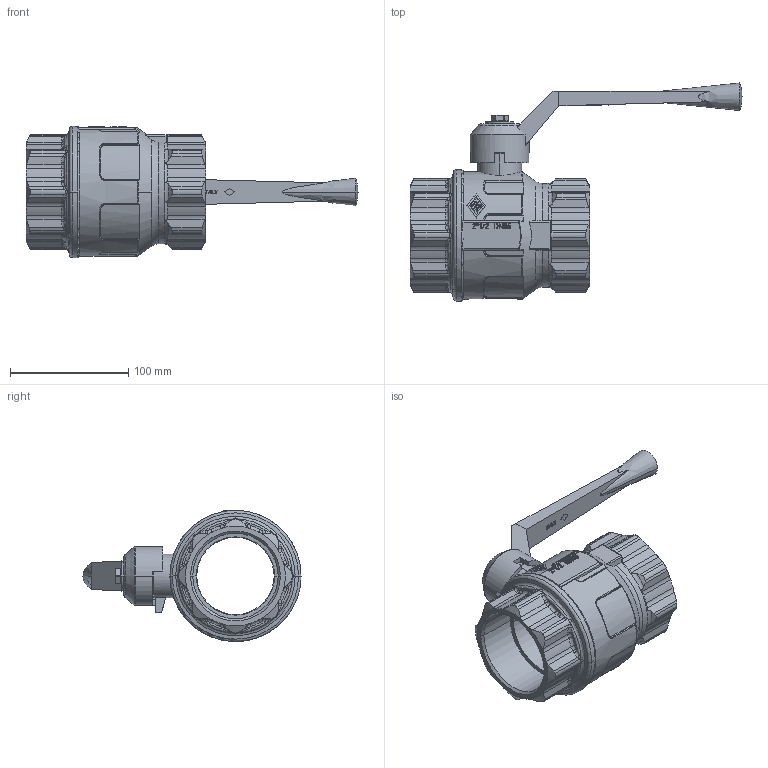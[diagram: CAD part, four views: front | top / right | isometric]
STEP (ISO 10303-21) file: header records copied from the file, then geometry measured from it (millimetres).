
FILE_DESCRIPTION(('Creo Elements/Direct Modeling STEP Export'),'2;1');
FILE_NAME('1700120000.stp','2017-10-09T14:46:34',(''),(''),'PTC Creo Elements/Direct Modeling STEP processor for AP214 (Solid Model)','PTC Creo Elements/Direct Modeling 19.0E 27-Jun-2016 (C) Parametric Technology GmbH','');
FILE_SCHEMA(('AUTOMOTIVE_DESIGN { 1 0 10303 214 1 1 1 1 }'));
Length unit declared in the file: millimetre
Products named in the file (2): unione supfci.1; Unioni supfci
Assembly tree (1 placements, depth 2):
  Unioni supfci
    unione supfci.1
Bounding box: 281 x 184.53 x 111 mm (x, y, z)
Volume: 681568.9 mm3; surface area: 116730.5 mm2
Topology: 1 solids, 1 shells, 1045 faces, 2889 edges, 1868 vertices
Faces by surface type: plane 568, cylinder 160, bspline 148, cone 64, torus 51, extrusion 28, revolution 18, sphere 8
Entity records: 50746 total; most frequent: CARTESIAN_POINT 24623, ORIENTED_EDGE 5762, DIRECTION 4188, EDGE_CURVE 2881, VERTEX_POINT 1868, VECTOR 1566, LINE 1538, AXIS2_PLACEMENT_3D 1302
